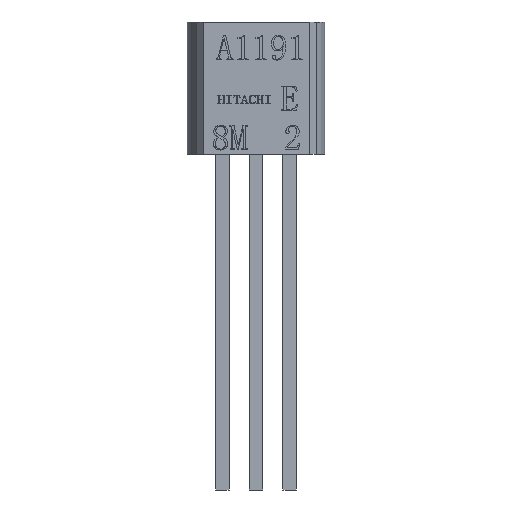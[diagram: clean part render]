
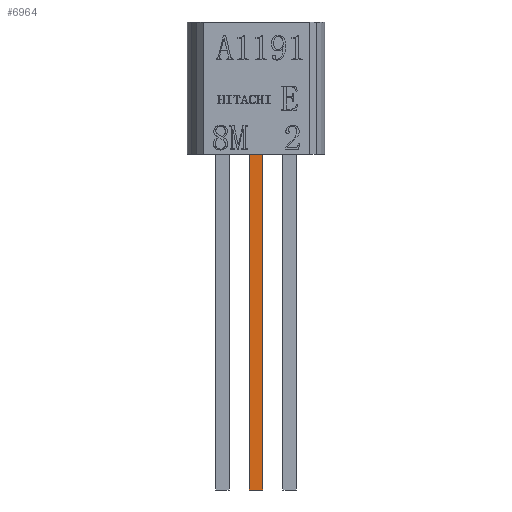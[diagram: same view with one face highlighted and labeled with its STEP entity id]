
A CAD part, front view. The second image highlights one B-rep face of the part: STEP entity #6964.
In plain terms, the highlighted planar face has unit normal (0, -1, 0).
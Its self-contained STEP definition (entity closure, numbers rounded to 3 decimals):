
#24 = EDGE_CURVE ( 'NONE', #5323, #5329, #5982, .T. ) ;
#25 = EDGE_CURVE ( 'NONE', #5329, #5317, #5952, .T. ) ;
#28 = EDGE_CURVE ( 'NONE', #5323, #5306, #5931, .T. ) ;
#160 = EDGE_CURVE ( 'NONE', #5306, #5317, #6225, .T. ) ;
#524 = CARTESIAN_POINT ( 'NONE',  ( -0.25, -0.25, 0. ) ) ;
#528 = CARTESIAN_POINT ( 'NONE',  ( -0.25, -0.25, -12.7 ) ) ;
#575 = DIRECTION ( 'NONE',  ( 1., 0., 0. ) ) ;
#576 = DIRECTION ( 'NONE',  ( 0., 0., 1. ) ) ;
#581 = CARTESIAN_POINT ( 'NONE',  ( -0.25, -0.25, -12.7 ) ) ;
#588 = DIRECTION ( 'NONE',  ( 1., 0., 0. ) ) ;
#957 = DIRECTION ( 'NONE',  ( 0., 0., 1. ) ) ;
#971 = CARTESIAN_POINT ( 'NONE',  ( 0.25, -0.25, -12.7 ) ) ;
#1451 = FACE_OUTER_BOUND ( 'NONE', #4793, .T. ) ;
#2166 = CARTESIAN_POINT ( 'NONE',  ( -0.25, -0.25, -12.7 ) ) ;
#2183 = PLANE ( 'NONE',  #4650 ) ;
#2192 = DIRECTION ( 'NONE',  ( 0., 0., -1. ) ) ;
#2210 = DIRECTION ( 'NONE',  ( 0., -1., 0. ) ) ;
#3977 = CARTESIAN_POINT ( 'NONE',  ( -0.25, -0.25, -12.7 ) ) ;
#3979 = CARTESIAN_POINT ( 'NONE',  ( -0.25, -0.25, 0. ) ) ;
#3986 = CARTESIAN_POINT ( 'NONE',  ( 0.25, -0.25, 0. ) ) ;
#3991 = CARTESIAN_POINT ( 'NONE',  ( 0.25, -0.25, -12.7 ) ) ;
#4650 = AXIS2_PLACEMENT_3D ( 'NONE', #2166, #2210, #2192 ) ;
#4793 = EDGE_LOOP ( 'NONE', ( #6430, #6382, #5890, #6377 ) ) ;
#5306 = VERTEX_POINT ( 'NONE', #3991 ) ;
#5317 = VERTEX_POINT ( 'NONE', #3986 ) ;
#5323 = VERTEX_POINT ( 'NONE', #3977 ) ;
#5329 = VERTEX_POINT ( 'NONE', #3979 ) ;
#5890 = ORIENTED_EDGE ( 'NONE', *, *, #28, .T. ) ;
#5931 = LINE ( 'NONE', #528, #5954 ) ;
#5949 = VECTOR ( 'NONE', #576, 1000. ) ;
#5951 = VECTOR ( 'NONE', #588, 1000. ) ;
#5952 = LINE ( 'NONE', #524, #5951 ) ;
#5954 = VECTOR ( 'NONE', #575, 1000. ) ;
#5982 = LINE ( 'NONE', #581, #5949 ) ;
#6219 = VECTOR ( 'NONE', #957, 1000. ) ;
#6225 = LINE ( 'NONE', #971, #6219 ) ;
#6377 = ORIENTED_EDGE ( 'NONE', *, *, #160, .T. ) ;
#6382 = ORIENTED_EDGE ( 'NONE', *, *, #24, .F. ) ;
#6430 = ORIENTED_EDGE ( 'NONE', *, *, #25, .F. ) ;
#6964 = ADVANCED_FACE ( 'NONE', ( #1451 ), #2183, .T. ) ;
